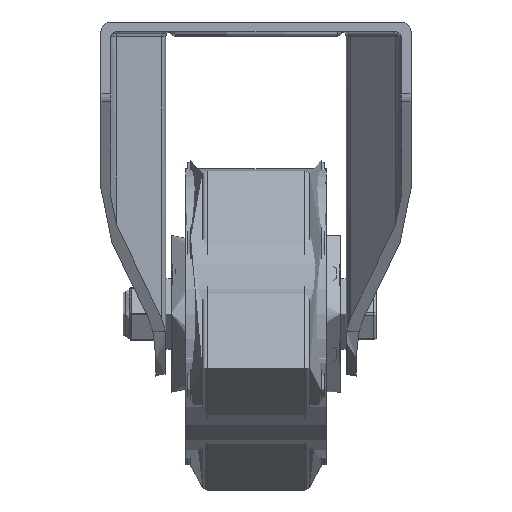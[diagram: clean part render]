
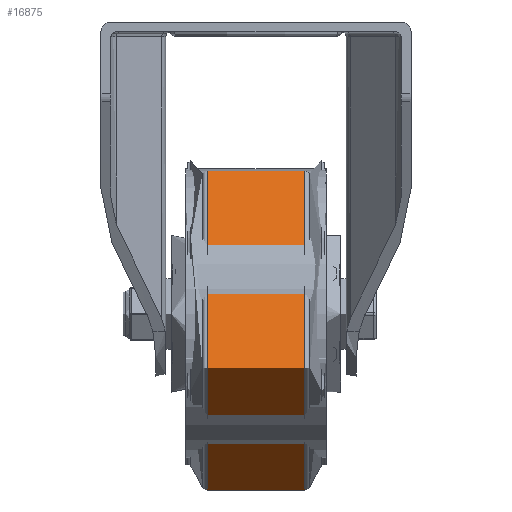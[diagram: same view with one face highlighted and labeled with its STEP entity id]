
A CAD part, left-side view. The second image highlights one B-rep face of the part: STEP entity #16875.
In plain terms, the highlighted cylindrical face has radius 62.5 mm (diameter 125 mm), a full revolution.
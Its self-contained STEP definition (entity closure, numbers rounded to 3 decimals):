
#2113=LINE('',#24522,#3272);
#3272=VECTOR('',#20043,62.5);
#4297=CYLINDRICAL_SURFACE('',#18162,62.5);
#4623=FACE_OUTER_BOUND('',#5616,.T.);
#5616=EDGE_LOOP('',(#12249,#12250,#12251,#12252));
#6677=CIRCLE('',#18161,62.5);
#6678=CIRCLE('',#18163,62.5);
#7361=VERTEX_POINT('',#24517);
#7362=VERTEX_POINT('',#24521);
#9221=EDGE_CURVE('',#7361,#7361,#6677,.T.);
#9222=EDGE_CURVE('',#7361,#7362,#2113,.T.);
#9223=EDGE_CURVE('',#7362,#7362,#6678,.T.);
#12249=ORIENTED_EDGE('',*,*,#9221,.F.);
#12250=ORIENTED_EDGE('',*,*,#9222,.T.);
#12251=ORIENTED_EDGE('',*,*,#9223,.T.);
#12252=ORIENTED_EDGE('',*,*,#9222,.F.);
#16875=ADVANCED_FACE('',(#4623),#4297,.T.);
#18161=AXIS2_PLACEMENT_3D('',#24519,#20039,#20040);
#18162=AXIS2_PLACEMENT_3D('',#24520,#20041,#20042);
#18163=AXIS2_PLACEMENT_3D('',#24523,#20044,#20045);
#20039=DIRECTION('center_axis',(0.,1.,0.));
#20040=DIRECTION('ref_axis',(0.,0.,
1.));
#20041=DIRECTION('center_axis',(0.,1.,0.));
#20042=DIRECTION('ref_axis',(0.,0.,
1.));
#20043=DIRECTION('',(0.,-1.,0.));
#20044=DIRECTION('center_axis',(0.,1.,0.));
#20045=DIRECTION('ref_axis',(0.,0.,
1.));
#24517=CARTESIAN_POINT('',(0.,17.25,-62.5));
#24519=CARTESIAN_POINT('Origin',(0.,17.25,0.));
#24520=CARTESIAN_POINT('Origin',(0.,0.,
0.));
#24521=CARTESIAN_POINT('',(0.,-17.25,-62.5));
#24522=CARTESIAN_POINT('',(0.,0.,
-62.5));
#24523=CARTESIAN_POINT('Origin',(0.,-17.25,0.));
